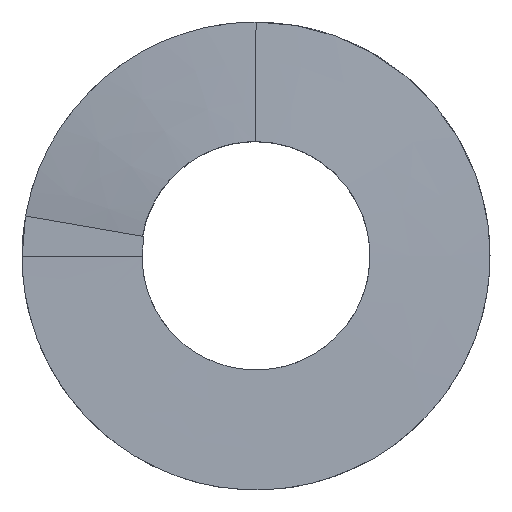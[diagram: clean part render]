
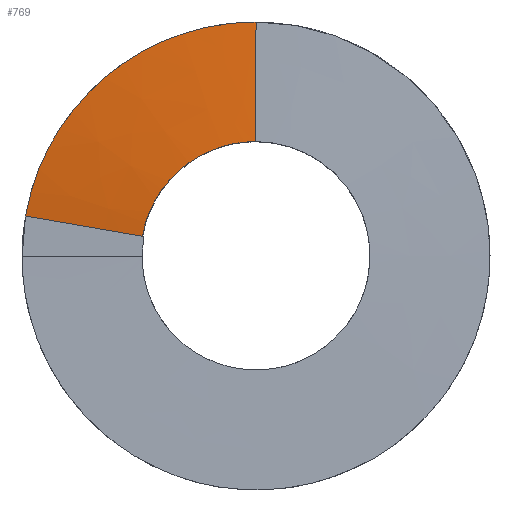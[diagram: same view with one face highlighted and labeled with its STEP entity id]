
A CAD part, front view. The second image highlights one B-rep face of the part: STEP entity #769.
In plain terms, the highlighted free-form (B-spline) face has degree [3, 3] with [4, 12] control points.
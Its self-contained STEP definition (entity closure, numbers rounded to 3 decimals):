
#268=CARTESIAN_POINT('',(0.,19.278,214.34));
#269=VERTEX_POINT('',#268);
#309=CARTESIAN_POINT('',(-0.54,9.103,104.817));
#310=VERTEX_POINT('',#309);
#311=CARTESIAN_POINT('',(-0.54,9.103,104.817));
#312=DIRECTION('',(0.005,0.093,0.996));
#313=VECTOR('',#312,109.996);
#314=LINE('',#311,#313);
#315=EDGE_CURVE('',#310,#269,#314,.T.);
#650=CARTESIAN_POINT('',(-106.009,17.728,-0.99));
#651=VERTEX_POINT('',#650);
#652=CARTESIAN_POINT('',(-106.009,17.728,-0.99));
#653=CARTESIAN_POINT('',(-106.009,17.154,10.054));
#654=CARTESIAN_POINT('',(-104.221,16.567,21.353));
#655=CARTESIAN_POINT('',(-97.421,15.423,42.283));
#656=CARTESIAN_POINT('',(-92.24,14.837,52.448));
#657=CARTESIAN_POINT('',(-79.333,13.695,70.214));
#658=CARTESIAN_POINT('',(-71.282,13.111,78.261));
#659=CARTESIAN_POINT('',(-53.56,11.972,91.137));
#660=CARTESIAN_POINT('',(-43.436,11.389,96.293));
#661=CARTESIAN_POINT('',(-22.638,10.252,103.051));
#662=CARTESIAN_POINT('',(-11.442,9.67,104.818));
#663=CARTESIAN_POINT('',(-0.54,9.103,104.817));
#664=B_SPLINE_CURVE_WITH_KNOTS('',3,(#652,#653,#654,#655,#656,#657,#658,#659,#660,#661,#662,#663),.UNSPECIFIED.,.F.,.U.,(4,2,2,2,2,4),(0.0,0.314,0.628,0.942,1.257,1.571),.UNSPECIFIED.);
#665=EDGE_CURVE('',#651,#310,#664,.T.);
#693=CARTESIAN_POINT('',(-214.338,36.778,0.));
#694=CARTESIAN_POINT('',(-178.228,30.428,-0.33));
#695=CARTESIAN_POINT('',(-142.119,24.078,-0.66));
#696=CARTESIAN_POINT('',(-106.009,17.728,-0.99));
#697=CARTESIAN_POINT('',(-214.338,35.611,22.445));
#698=CARTESIAN_POINT('',(-178.234,29.459,18.316));
#699=CARTESIAN_POINT('',(-142.114,23.307,14.184));
#700=CARTESIAN_POINT('',(-106.009,17.154,10.054));
#701=CARTESIAN_POINT('',(-210.785,34.445,44.889));
#702=CARTESIAN_POINT('',(-175.262,28.486,37.043));
#703=CARTESIAN_POINT('',(-139.744,22.526,29.199));
#704=CARTESIAN_POINT('',(-104.221,16.567,21.353));
#705=CARTESIAN_POINT('',(-196.915,32.111,87.581));
#706=CARTESIAN_POINT('',(-163.752,26.549,72.482));
#707=CARTESIAN_POINT('',(-130.585,20.986,57.381));
#708=CARTESIAN_POINT('',(-97.421,15.423,42.283));
#709=CARTESIAN_POINT('',(-186.598,30.945,107.829));
#710=CARTESIAN_POINT('',(-155.145,25.576,89.368));
#711=CARTESIAN_POINT('',(-123.693,20.206,70.909));
#712=CARTESIAN_POINT('',(-92.24,14.837,52.448));
#713=CARTESIAN_POINT('',(-160.213,28.611,144.145));
#714=CARTESIAN_POINT('',(-133.253,23.639,119.501));
#715=CARTESIAN_POINT('',(-106.293,18.667,94.857));
#716=CARTESIAN_POINT('',(-79.333,13.695,70.214));
#717=CARTESIAN_POINT('',(-144.145,27.445,160.213));
#718=CARTESIAN_POINT('',(-119.857,22.667,132.896));
#719=CARTESIAN_POINT('',(-95.57,17.889,105.578));
#720=CARTESIAN_POINT('',(-71.282,13.111,78.261));
#721=CARTESIAN_POINT('',(-107.828,25.111,186.598));
#722=CARTESIAN_POINT('',(-89.739,20.732,154.777));
#723=CARTESIAN_POINT('',(-71.65,16.352,122.958));
#724=CARTESIAN_POINT('',(-53.56,11.972,91.137));
#725=CARTESIAN_POINT('',(-87.581,23.945,196.914));
#726=CARTESIAN_POINT('',(-72.866,19.759,163.375));
#727=CARTESIAN_POINT('',(-58.15,15.574,129.832));
#728=CARTESIAN_POINT('',(-43.436,11.389,96.293));
#729=CARTESIAN_POINT('',(-44.889,21.611,210.786));
#730=CARTESIAN_POINT('',(-37.472,17.825,174.873));
#731=CARTESIAN_POINT('',(-30.056,14.039,138.964));
#732=CARTESIAN_POINT('',(-22.638,10.252,103.051));
#733=CARTESIAN_POINT('',(-22.445,20.445,214.342));
#734=CARTESIAN_POINT('',(-18.778,16.853,177.839));
#735=CARTESIAN_POINT('',(-15.109,13.262,141.321));
#736=CARTESIAN_POINT('',(-11.442,9.67,104.818));
#737=CARTESIAN_POINT('',(0.,19.278,214.34));
#738=CARTESIAN_POINT('',(-0.18,15.887,177.832));
#739=CARTESIAN_POINT('',(-0.36,12.495,141.325));
#740=CARTESIAN_POINT('',(-0.54,9.103,104.817));
#741=B_SPLINE_SURFACE_WITH_KNOTS('',3,3,((#693,#697,#701,#705,#709,#713,#717,#721,#725,#729,#733,#737),(#694,#698,#702,#706,#710,#714,#718,#722,#726,#730,#734,#738),(#695,#699,#703,#707,#711,#715,#719,#723,#727,#731,#735,#739),(#696,#700,#704,#708,#712,#716,#720,#724,#728,#732,#736,#740)),.UNSPECIFIED.,.F.,.F.,.F.,(4,4),(4,2,2,2,2,4),(-11.,0.0),(0.0,0.314,0.628,0.942,1.257,1.571),.UNSPECIFIED.);
#742=ORIENTED_EDGE('',*,*,#315,.T.);
#743=CARTESIAN_POINT('',(-214.338,36.778,0.));
#744=VERTEX_POINT('',#743);
#745=CARTESIAN_POINT('',(-214.338,36.778,0.));
#746=CARTESIAN_POINT('',(-214.338,35.611,22.445));
#747=CARTESIAN_POINT('',(-210.785,34.445,44.889));
#748=CARTESIAN_POINT('',(-196.915,32.111,87.581));
#749=CARTESIAN_POINT('',(-186.598,30.945,107.829));
#750=CARTESIAN_POINT('',(-160.213,28.611,144.145));
#751=CARTESIAN_POINT('',(-144.145,27.445,160.213));
#752=CARTESIAN_POINT('',(-107.828,25.111,186.598));
#753=CARTESIAN_POINT('',(-87.581,23.945,196.914));
#754=CARTESIAN_POINT('',(-44.889,21.611,210.786));
#755=CARTESIAN_POINT('',(-22.445,20.445,214.342));
#756=CARTESIAN_POINT('',(0.,19.278,214.34));
#757=B_SPLINE_CURVE_WITH_KNOTS('',3,(#745,#746,#747,#748,#749,#750,#751,#752,#753,#754,#755,#756),.UNSPECIFIED.,.F.,.U.,(4,2,2,2,2,4),(0.0,0.314,0.628,0.942,1.257,1.571),.UNSPECIFIED.);
#758=EDGE_CURVE('',#744,#269,#757,.T.);
#759=ORIENTED_EDGE('',*,*,#758,.F.);
#760=CARTESIAN_POINT('',(-106.009,17.728,-0.99));
#761=DIRECTION('',(-0.985,0.173,0.009));
#762=VECTOR('',#761,109.996);
#763=LINE('',#760,#762);
#764=EDGE_CURVE('',#651,#744,#763,.T.);
#765=ORIENTED_EDGE('',*,*,#764,.F.);
#766=ORIENTED_EDGE('',*,*,#665,.T.);
#767=EDGE_LOOP('',(#742,#759,#765,#766));
#768=FACE_OUTER_BOUND('',#767,.T.);
#769=ADVANCED_FACE('',(#768),#741,.T.);
